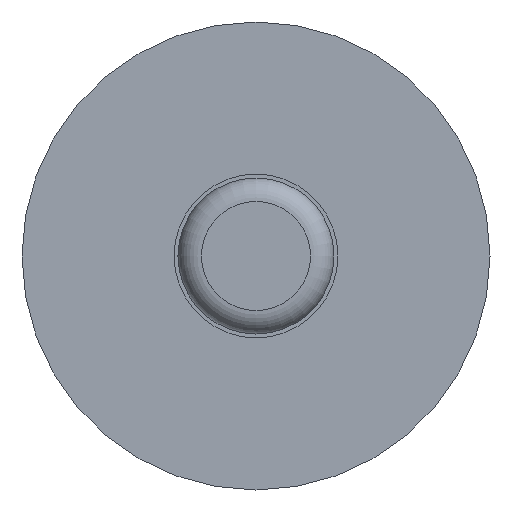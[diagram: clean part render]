
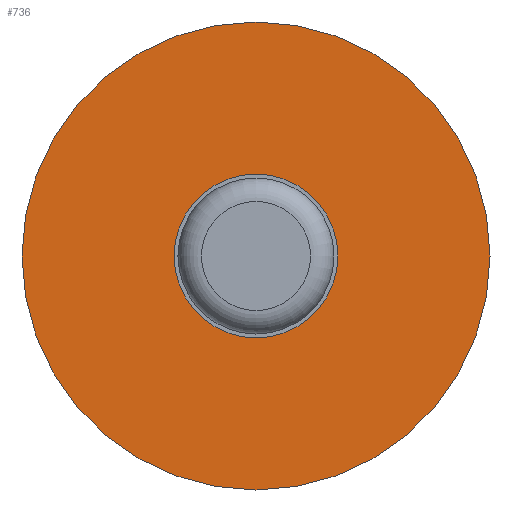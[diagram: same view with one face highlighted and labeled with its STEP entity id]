
A CAD part, left-side view. The second image highlights one B-rep face of the part: STEP entity #736.
In plain terms, the highlighted planar face has unit normal (-1, 0, 0).
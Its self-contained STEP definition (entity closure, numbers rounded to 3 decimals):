
#53 = DIRECTION ( 'NONE',  ( 0., 0., 1. ) ) ;
#64 = AXIS2_PLACEMENT_3D ( 'NONE', #780, #172, #1035 ) ;
#90 = EDGE_CURVE ( 'NONE', #1061, #1061, #1040, .T. ) ;
#114 = FACE_OUTER_BOUND ( 'NONE', #255, .T. ) ;
#134 = VERTEX_POINT ( 'NONE', #826 ) ;
#172 = DIRECTION ( 'NONE',  ( -1., 0., 0. ) ) ;
#255 = EDGE_LOOP ( 'NONE', ( #820 ) ) ;
#266 = AXIS2_PLACEMENT_3D ( 'NONE', #366, #970, #626 ) ;
#291 = CARTESIAN_POINT ( 'NONE',  ( 0., -15., 0. ) ) ;
#293 = DIRECTION ( 'NONE',  ( -1., 0., 0. ) ) ;
#366 = CARTESIAN_POINT ( 'NONE',  ( 0., 0., 0. ) ) ;
#375 = CARTESIAN_POINT ( 'NONE',  ( 0., 0., 0. ) ) ;
#390 = AXIS2_PLACEMENT_3D ( 'NONE', #375, #293, #53 ) ;
#397 = EDGE_LOOP ( 'NONE', ( #694 ) ) ;
#455 = PLANE ( 'NONE',  #390 ) ;
#626 = DIRECTION ( 'NONE',  ( 0., -1., 0. ) ) ;
#667 = EDGE_CURVE ( 'NONE', #134, #134, #954, .T. ) ;
#694 = ORIENTED_EDGE ( 'NONE', *, *, #667, .T. ) ;
#735 = FACE_BOUND ( 'NONE', #397, .T. ) ;
#736 = ADVANCED_FACE ( 'NONE', ( #735, #114 ), #455, .T. ) ;
#780 = CARTESIAN_POINT ( 'NONE',  ( 0., 0., 0. ) ) ;
#820 = ORIENTED_EDGE ( 'NONE', *, *, #90, .T. ) ;
#826 = CARTESIAN_POINT ( 'NONE',  ( 0., -5.25, 0. ) ) ;
#954 = CIRCLE ( 'NONE', #266, 5.25 ) ;
#970 = DIRECTION ( 'NONE',  ( 1., 0., 0. ) ) ;
#1035 = DIRECTION ( 'NONE',  ( 0., -1., 0. ) ) ;
#1040 = CIRCLE ( 'NONE', #64, 15. ) ;
#1061 = VERTEX_POINT ( 'NONE', #291 ) ;
